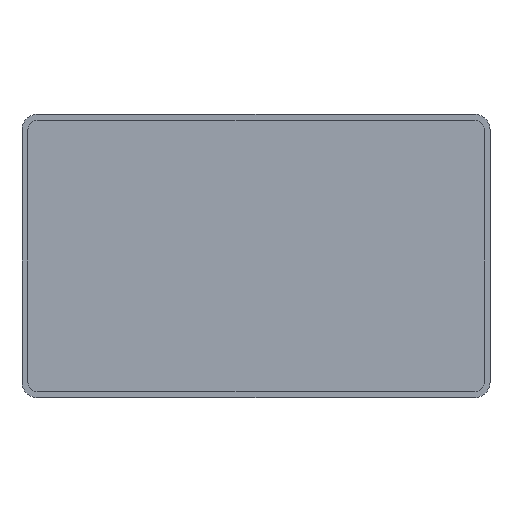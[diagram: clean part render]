
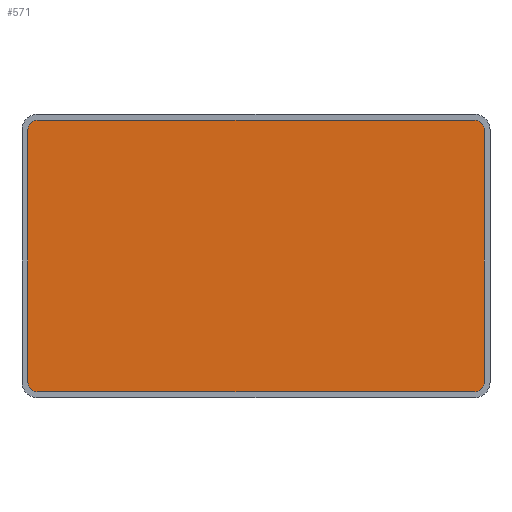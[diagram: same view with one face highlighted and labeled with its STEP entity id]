
A CAD part, top view. The second image highlights one B-rep face of the part: STEP entity #571.
In plain terms, the highlighted planar face has unit normal (0, 0, 1).
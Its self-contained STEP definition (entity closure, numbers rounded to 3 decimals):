
#380 = VERTEX_POINT('',#381);
#381 = CARTESIAN_POINT('',(3.023,8.,3.4));
#387 = EDGE_CURVE('',#380,#388,#390,.T.);
#388 = VERTEX_POINT('',#389);
#389 = CARTESIAN_POINT('',(8.023,3.,3.4));
#390 = CIRCLE('',#391,5.);
#391 = AXIS2_PLACEMENT_3D('',#392,#393,#394);
#392 = CARTESIAN_POINT('',(8.023,8.,3.4));
#393 = DIRECTION('',(0.,0.,1.));
#394 = DIRECTION('',(1.,0.,0.));
#412 = VERTEX_POINT('',#413);
#413 = CARTESIAN_POINT('',(233.023,3.,3.4));
#419 = EDGE_CURVE('',#412,#388,#420,.T.);
#420 = LINE('',#421,#422);
#421 = CARTESIAN_POINT('',(233.023,3.,3.4));
#422 = VECTOR('',#423,1.);
#423 = DIRECTION('',(-1.,0.,0.));
#436 = EDGE_CURVE('',#412,#437,#439,.T.);
#437 = VERTEX_POINT('',#438);
#438 = CARTESIAN_POINT('',(238.023,8.,3.4));
#439 = CIRCLE('',#440,5.);
#440 = AXIS2_PLACEMENT_3D('',#441,#442,#443);
#441 = CARTESIAN_POINT('',(233.023,8.,3.4));
#442 = DIRECTION('',(0.,0.,1.));
#443 = DIRECTION('',(1.,0.,0.));
#461 = VERTEX_POINT('',#462);
#462 = CARTESIAN_POINT('',(238.023,138.,3.4));
#468 = EDGE_CURVE('',#461,#437,#469,.T.);
#469 = LINE('',#470,#471);
#470 = CARTESIAN_POINT('',(238.023,138.,3.4));
#471 = VECTOR('',#472,1.);
#472 = DIRECTION('',(0.,-1.,0.));
#485 = EDGE_CURVE('',#461,#486,#488,.T.);
#486 = VERTEX_POINT('',#487);
#487 = CARTESIAN_POINT('',(233.023,143.,3.4));
#488 = CIRCLE('',#489,5.);
#489 = AXIS2_PLACEMENT_3D('',#490,#491,#492);
#490 = CARTESIAN_POINT('',(233.023,138.,3.4));
#491 = DIRECTION('',(0.,0.,1.));
#492 = DIRECTION('',(1.,0.,0.));
#510 = VERTEX_POINT('',#511);
#511 = CARTESIAN_POINT('',(8.023,143.,3.4));
#517 = EDGE_CURVE('',#510,#486,#518,.T.);
#518 = LINE('',#519,#520);
#519 = CARTESIAN_POINT('',(8.023,143.,3.4));
#520 = VECTOR('',#521,1.);
#521 = DIRECTION('',(1.,0.,0.));
#534 = EDGE_CURVE('',#510,#535,#537,.T.);
#535 = VERTEX_POINT('',#536);
#536 = CARTESIAN_POINT('',(3.023,138.,3.4));
#537 = CIRCLE('',#538,5.);
#538 = AXIS2_PLACEMENT_3D('',#539,#540,#541);
#539 = CARTESIAN_POINT('',(8.023,138.,3.4));
#540 = DIRECTION('',(0.,0.,1.));
#541 = DIRECTION('',(1.,0.,0.));
#559 = EDGE_CURVE('',#380,#535,#560,.T.);
#560 = LINE('',#561,#562);
#561 = CARTESIAN_POINT('',(3.023,8.,3.4));
#562 = VECTOR('',#563,1.);
#563 = DIRECTION('',(0.,1.,0.));
#571 = ADVANCED_FACE('',(#572),#582,.T.);
#572 = FACE_BOUND('',#573,.T.);
#573 = EDGE_LOOP('',(#574,#575,#576,#577,#578,#579,#580,#581));
#574 = ORIENTED_EDGE('',*,*,#387,.T.);
#575 = ORIENTED_EDGE('',*,*,#419,.F.);
#576 = ORIENTED_EDGE('',*,*,#436,.T.);
#577 = ORIENTED_EDGE('',*,*,#468,.F.);
#578 = ORIENTED_EDGE('',*,*,#485,.T.);
#579 = ORIENTED_EDGE('',*,*,#517,.F.);
#580 = ORIENTED_EDGE('',*,*,#534,.T.);
#581 = ORIENTED_EDGE('',*,*,#559,.F.);
#582 = PLANE('',#583);
#583 = AXIS2_PLACEMENT_3D('',#584,#585,#586);
#584 = CARTESIAN_POINT('',(120.523,73.,3.4));
#585 = DIRECTION('',(0.,0.,1.));
#586 = DIRECTION('',(1.,0.,0.));
